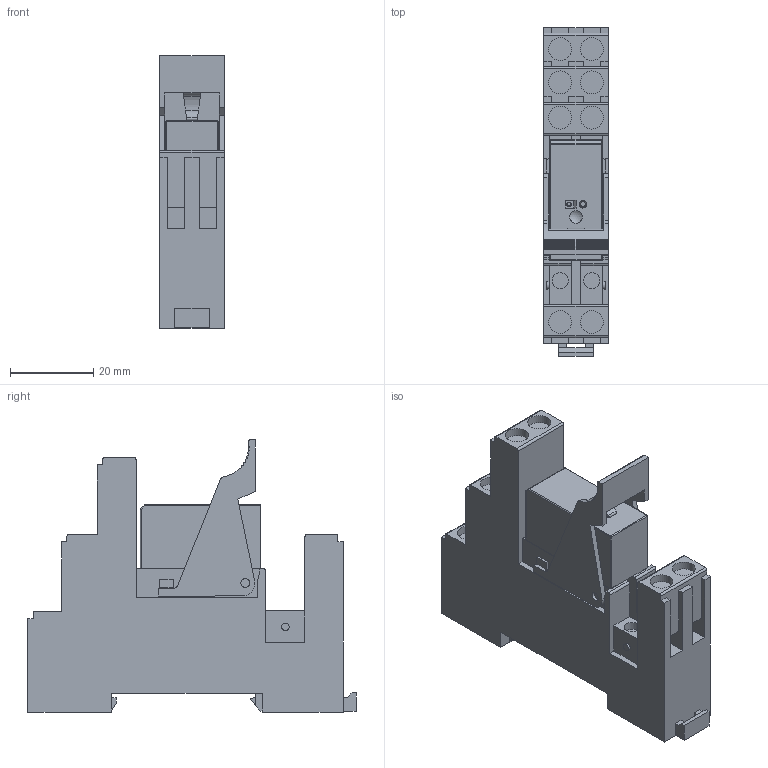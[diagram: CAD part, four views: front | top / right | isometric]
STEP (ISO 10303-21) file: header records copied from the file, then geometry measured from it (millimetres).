
FILE_DESCRIPTION(/* description */ (''),/* implementation_level */ '2;1');
FILE_NAME(/* name */ 'FILE_STP_CAD_DRAWING_3D_HRA30-K4_prt.stp',/* time_stamp */ '2024-02-08T15:34:33+01:00',/* author */ (''),/* organization */ (''),/* preprocessor_version */ 'ST-DEVELOPER v16.7',/* originating_system */ 'SIEMENS PLM Software NX 12.0',/* authorisation */ '');
FILE_SCHEMA (('AUTOMOTIVE_DESIGN { 1 0 10303 214 3 1 1 1 }'));
Length unit declared in the file: millimetre
Products named in the file (1): 3D_HRA30-K4
Bounding box: 15.6 x 78.9 x 65.4 mm (x, y, z)
Surface area: 16608.1 mm2 (no closed solid volume)
Topology: 0 solids, 5 shells, 276 faces, 851 edges, 587 vertices
Faces by surface type: plane 180, cylinder 81, sphere 7, torus 6, cone 2
Full cylindrical faces by diameter (mm): 1.8 x3, 2.1 x2, 3.2 x1, 3.9 x2, 5.5 x8
Entity records: 9422 total; most frequent: CARTESIAN_POINT 1700, DIRECTION 1567, ORIENTED_EDGE 1508, EDGE_CURVE 823, LINE 631, VECTOR 631, VERTEX_POINT 580, AXIS2_PLACEMENT_3D 468
